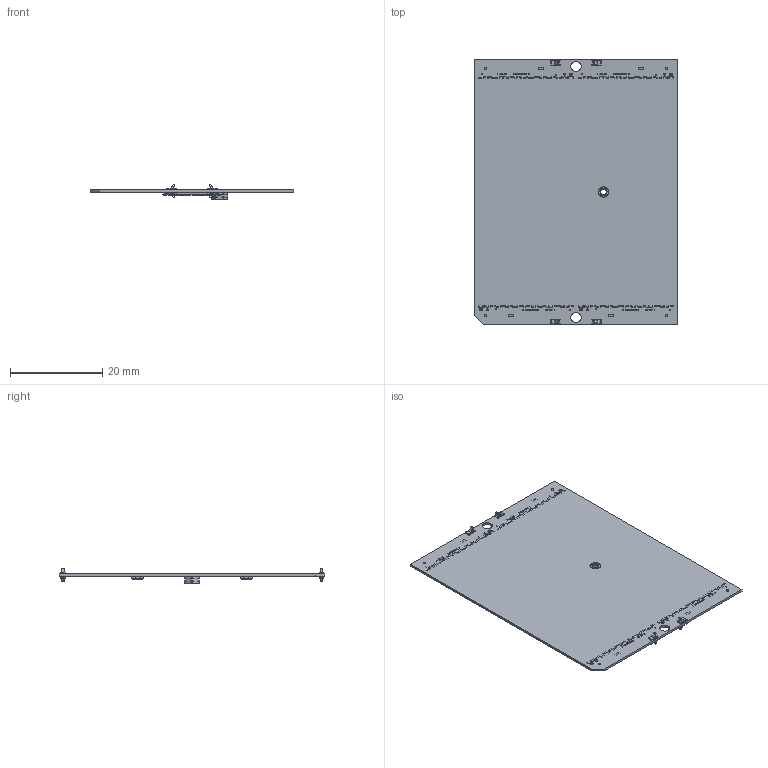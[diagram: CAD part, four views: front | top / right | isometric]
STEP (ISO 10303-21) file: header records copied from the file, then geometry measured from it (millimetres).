
FILE_DESCRIPTION(('FreeCAD Model'),'2;1');
FILE_NAME('Open CASCADE Shape Model','2022-07-26T15:44:02',( 'Caleb Fangmeier'),('UNL'),'Open CASCADE STEP processor 7.5', 'FreeCAD','Unknown');
FILE_SCHEMA(('AUTOMOTIVE_DESIGN { 1 0 10303 214 1 1 1 1 }'));
Length unit declared in the file: millimetre
Products named in the file (13): etl_module_pcb_mockup_v3p3; Board_Geoms_3ce5; Local_CS_3ce5; Pcb_3ce5; PCB_Sketch_3ce5; topPads_3ce5; botPads_3ce5; Step_Models_3ce5; Top_3ce5; REF_C-2306334-3_inf; Bot_3ce5; REF_PRODUCT_NAME_1_62E086DE; J2_Board to board, M_613027AA
Assembly tree (20 placements, depth 4):
  etl_module_pcb_mockup_v3p3
    Board_Geoms_3ce5
      Local_CS_3ce5
      Pcb_3ce5
      PCB_Sketch_3ce5
      topPads_3ce5
      botPads_3ce5
    Step_Models_3ce5
      Top_3ce5
        REF_C-2306334-3_inf  x4
      Bot_3ce5
        REF_PRODUCT_NAME_1_62E086DE
        REF_C-2306334-3_inf  x4
        J2_Board to board, M_613027AA  x2
Bounding box: 44.1 x 57.5 x 3.28 mm (x, y, z)
Volume: 1301.8 mm3; surface area: 5546.6 mm2
Topology: 12 solids, 377 shells, 3020 faces, 9071 edges, 6324 vertices
Faces by surface type: plane 2131, cylinder 723, cone 94, bspline 56, sphere 16
Full cylindrical faces by diameter (mm): 2.2 x2, 2.29 x1
Entity records: 52631 total; most frequent: CARTESIAN_POINT 9986, DIRECTION 7645, ORIENTED_EDGE 7278, EDGE_CURVE 4395, LINE 3711, VECTOR 3711, VERTEX_POINT 3341, AXIS2_PLACEMENT_3D 1967
